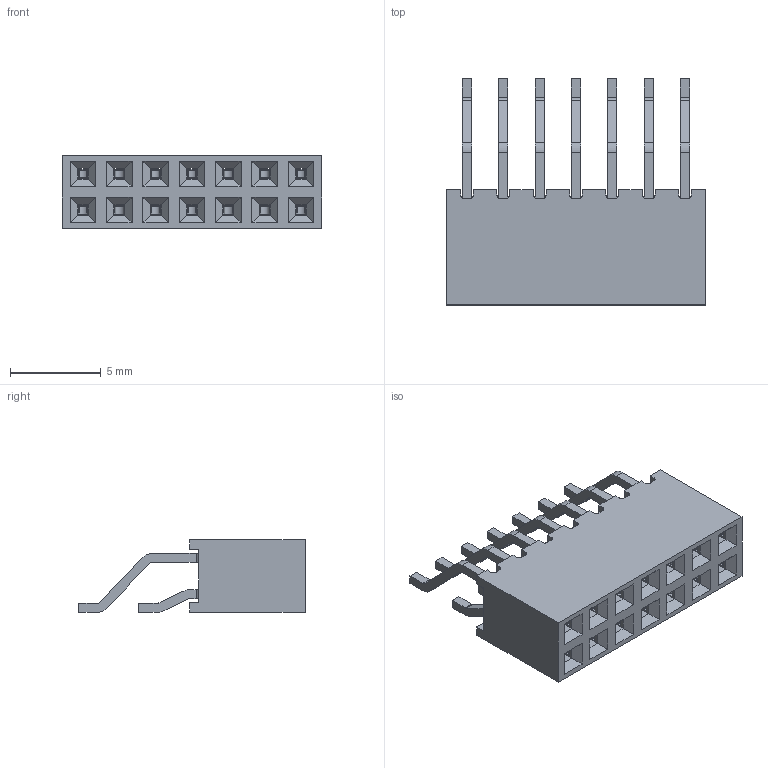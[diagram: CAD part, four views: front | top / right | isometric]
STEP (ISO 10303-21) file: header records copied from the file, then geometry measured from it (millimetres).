
FILE_DESCRIPTION(/* description */ ('Unknown'),/* implementation_level */ '2;1');
FILE_NAME(/* name */ '621114284621',/* time_stamp */ '2017-04-20T10:41:39+02:00',/* author */ ('Unknown'),/* organization */ ('Unknown'),/* preprocessor_version */ 'ST-DEVELOPER v16.7',/* originating_system */ 'DEX',/* authorisation */ $);
FILE_SCHEMA (('AUTOMOTIVE_DESIGN {1 0 10303 214 3 1 1}'));
Length unit declared in the file: millimetre
Products named in the file (4): 6211xx284621; 621114284621; 6211xx284621_PIN COURTE; 6211xx284621_PIN LONGUE
Assembly tree (15 placements, depth 2):
  6211xx284621
    621114284621
    6211xx284621_PIN COURTE  x7
    6211xx284621_PIN LONGUE  x7
Bounding box: 14.3 x 12.45 x 4 mm (x, y, z)
Volume: 323.7 mm3; surface area: 1092.2 mm2
Topology: 15 solids, 15 shells, 1424 faces, 4056 edges, 2648 vertices
Faces by surface type: plane 1018, cylinder 406
Entity records: 19166 total; most frequent: CARTESIAN_POINT 3368, ORIENTED_EDGE 3360, DIRECTION 3100, EDGE_CURVE 1680, LINE 1508, VECTOR 1508, VERTEX_POINT 1064, AXIS2_PLACEMENT_3D 796
